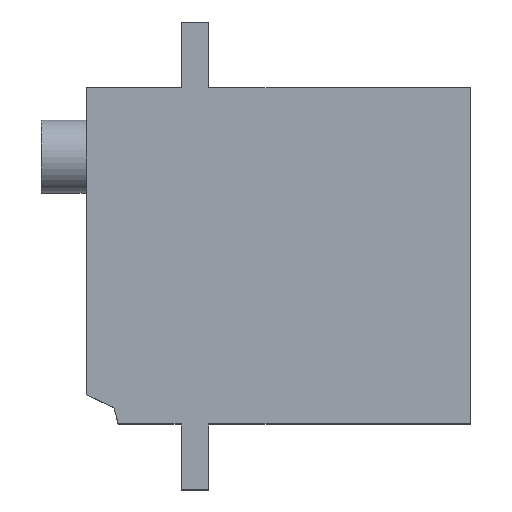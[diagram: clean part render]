
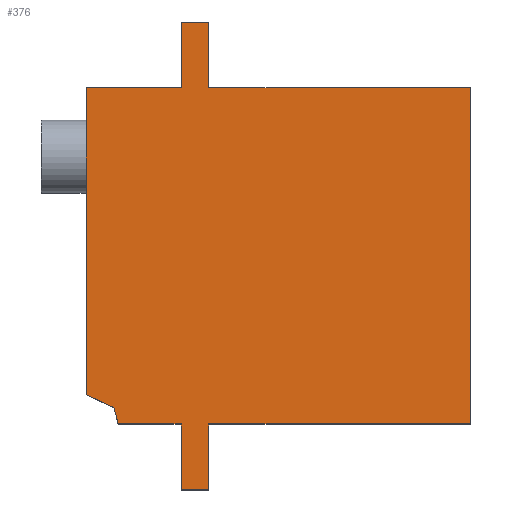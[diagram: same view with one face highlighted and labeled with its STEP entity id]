
A CAD part, top view. The second image highlights one B-rep face of the part: STEP entity #376.
In plain terms, the highlighted planar face has unit normal (0, 0, 1).
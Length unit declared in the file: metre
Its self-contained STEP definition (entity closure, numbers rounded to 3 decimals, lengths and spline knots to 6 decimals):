
#82=ORIENTED_EDGE('',*,*,#167,.F.);
#83=ORIENTED_EDGE('',*,*,#147,.T.);
#84=ORIENTED_EDGE('',*,*,#154,.T.);
#85=ORIENTED_EDGE('',*,*,#157,.T.);
#86=ORIENTED_EDGE('',*,*,#161,.T.);
#87=ORIENTED_EDGE('',*,*,#164,.T.);
#88=ORIENTED_EDGE('',*,*,#166,.T.);
#89=ORIENTED_EDGE('',*,*,#127,.T.);
#90=ORIENTED_EDGE('',*,*,#132,.T.);
#91=ORIENTED_EDGE('',*,*,#135,.T.);
#92=ORIENTED_EDGE('',*,*,#139,.T.);
#93=ORIENTED_EDGE('',*,*,#142,.T.);
#94=ORIENTED_EDGE('',*,*,#146,.T.);
#95=ORIENTED_EDGE('',*,*,#168,.F.);
#127=EDGE_CURVE('',#176,#175,#209,.T.);
#132=EDGE_CURVE('',#175,#179,#213,.T.);
#135=EDGE_CURVE('',#179,#181,#216,.T.);
#139=EDGE_CURVE('',#181,#184,#219,.T.);
#142=EDGE_CURVE('',#184,#186,#222,.T.);
#146=EDGE_CURVE('',#186,#189,#225,.T.);
#147=EDGE_CURVE('',#190,#191,#226,.T.);
#154=EDGE_CURVE('',#191,#196,#232,.T.);
#157=EDGE_CURVE('',#196,#198,#235,.T.);
#161=EDGE_CURVE('',#198,#201,#238,.T.);
#164=EDGE_CURVE('',#201,#203,#241,.T.);
#166=EDGE_CURVE('',#203,#176,#243,.T.);
#167=EDGE_CURVE('',#190,#204,#244,.T.);
#168=EDGE_CURVE('',#204,#189,#245,.T.);
#175=VERTEX_POINT('',#525);
#176=VERTEX_POINT('',#527);
#179=VERTEX_POINT('',#535);
#181=VERTEX_POINT('',#541);
#184=VERTEX_POINT('',#549);
#186=VERTEX_POINT('',#555);
#189=VERTEX_POINT('',#563);
#190=VERTEX_POINT('',#567);
#191=VERTEX_POINT('',#568);
#196=VERTEX_POINT('',#580);
#198=VERTEX_POINT('',#586);
#201=VERTEX_POINT('',#594);
#203=VERTEX_POINT('',#600);
#204=VERTEX_POINT('',#607);
#209=LINE('',#526,#251);
#213=LINE('',#536,#255);
#216=LINE('',#542,#258);
#219=LINE('',#550,#261);
#222=LINE('',#556,#264);
#225=LINE('',#564,#267);
#226=LINE('',#566,#268);
#232=LINE('',#581,#274);
#235=LINE('',#587,#277);
#238=LINE('',#595,#280);
#241=LINE('',#601,#283);
#243=LINE('',#604,#285);
#244=LINE('',#606,#286);
#245=LINE('',#608,#287);
#251=VECTOR('',#429,1.);
#255=VECTOR('',#437,1.);
#258=VECTOR('',#442,1.);
#261=VECTOR('',#449,1.);
#264=VECTOR('',#454,1.);
#267=VECTOR('',#461,1.);
#268=VECTOR('',#464,1.);
#274=VECTOR('',#474,1.);
#277=VECTOR('',#479,1.);
#280=VECTOR('',#486,1.);
#283=VECTOR('',#491,1.);
#285=VECTOR('',#495,1.);
#286=VECTOR('',#498,1.);
#287=VECTOR('',#499,1.);
#308=EDGE_LOOP('',(#82,#83,#84,#85,#86,#87,#88,#89,#90,#91,#92,#93,#94,
#95));
#336=FACE_BOUND('',#308,.T.);
#359=PLANE('',#414);
#376=ADVANCED_FACE('',(#336),#359,.T.);
#414=AXIS2_PLACEMENT_3D('',#605,#496,#497);
#429=DIRECTION('',(-1.,0.,0.));
#437=DIRECTION('',(0.,1.,0.));
#442=DIRECTION('',(-1.,0.,0.));
#449=DIRECTION('',(0.,-1.,0.));
#454=DIRECTION('',(-1.,0.,0.));
#461=DIRECTION('',(0.,-1.,0.));
#464=DIRECTION('',(1.,0.,0.));
#474=DIRECTION('',(0.,-1.,0.));
#479=DIRECTION('',(1.,0.,0.));
#486=DIRECTION('',(0.,1.,0.));
#491=DIRECTION('',(1.,0.,0.));
#495=DIRECTION('',(0.,1.,0.));
#496=DIRECTION('',(0.,0.,1.));
#497=DIRECTION('',(1.,0.,0.));
#498=DIRECTION('',(-0.257,0.966,0.));
#499=DIRECTION('',(-0.91,0.415,0.));
#525=CARTESIAN_POINT('',(-0.00475,0.0115,0.00465));
#526=CARTESIAN_POINT('',(-0.00475,0.0115,0.00465));
#527=CARTESIAN_POINT('',(0.01315,0.0115,0.00465));
#535=CARTESIAN_POINT('',(-0.00475,0.016,0.00465));
#536=CARTESIAN_POINT('',(-0.00475,0.0115,0.00465));
#541=CARTESIAN_POINT('',(-0.00665,0.016,0.00465));
#542=CARTESIAN_POINT('',(-0.00475,0.016,0.00465));
#549=CARTESIAN_POINT('',(-0.00665,0.0115,0.00465));
#550=CARTESIAN_POINT('',(-0.00665,0.016,0.00465));
#555=CARTESIAN_POINT('',(-0.01315,0.0115,0.00465));
#556=CARTESIAN_POINT('',(-0.01315,0.0115,0.00465));
#563=CARTESIAN_POINT('',(-0.01315,-0.0095,0.00465));
#564=CARTESIAN_POINT('',(-0.01315,-0.0095,0.00465));
#566=CARTESIAN_POINT('',(-0.01095,-0.0115,0.00465));
#567=CARTESIAN_POINT('',(-0.01095,-0.0115,0.00465));
#568=CARTESIAN_POINT('',(-0.00665,-0.0115,0.00465));
#580=CARTESIAN_POINT('',(-0.00665,-0.016,0.00465));
#581=CARTESIAN_POINT('',(-0.00665,-0.016,0.00465));
#586=CARTESIAN_POINT('',(-0.00475,-0.016,0.00465));
#587=CARTESIAN_POINT('',(-0.00475,-0.016,0.00465));
#594=CARTESIAN_POINT('',(-0.00475,-0.0115,0.00465));
#595=CARTESIAN_POINT('',(-0.00475,-0.0115,0.00465));
#600=CARTESIAN_POINT('',(0.01315,-0.0115,0.00465));
#601=CARTESIAN_POINT('',(-0.00475,-0.0115,0.00465));
#604=CARTESIAN_POINT('',(0.01315,-0.0115,0.00465));
#605=CARTESIAN_POINT('',(0.,0.,0.00465));
#606=CARTESIAN_POINT('',(-0.01095,-0.0115,0.00465));
#607=CARTESIAN_POINT('',(-0.011251,-0.010367,0.00465));
#608=CARTESIAN_POINT('',(-0.011251,-0.010367,0.00465));
